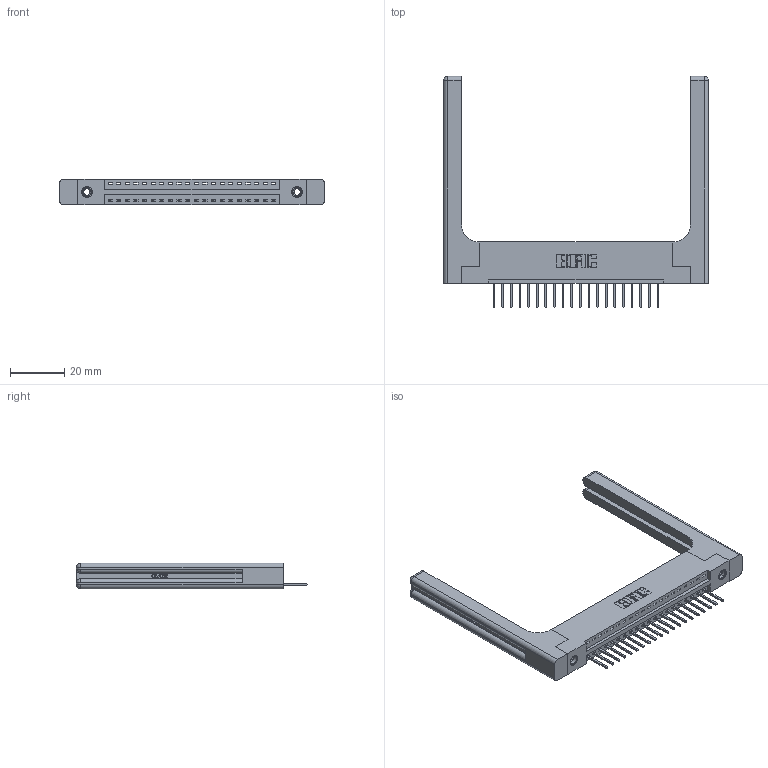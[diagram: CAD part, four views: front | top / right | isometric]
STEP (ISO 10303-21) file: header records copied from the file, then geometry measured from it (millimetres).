
FILE_DESCRIPTION (( 'STEP AP203' ), '1' );
FILE_NAME ('396-020-526-158.STEP', '2019-10-26T21:31:33', ( '' ), ( '' ), 'SwSTEP 2.0', 'SolidWorks 2016', '' );
FILE_SCHEMA (( 'CONFIG_CONTROL_DESIGN' ));
Length unit declared in the file: inch
Products named in the file (5): 346-220-058_345-220-058; 396-020-526-158; 345-250-001_345-250-001-102; 345-292-001_345-293-126; 346 Part_Flush Mounting Lugs - 0.156 Dia-TH
Assembly tree (25 placements, depth 2):
  396-020-526-158
    346 Part_Flush Mounting Lugs - 0.156 Dia-TH
    345-292-001_345-293-126  x20
    345-250-001_345-250-001-102  x2
    346-220-058_345-220-058  x2
Bounding box: 97.56 x 85.09 x 9.4 mm (x, y, z)
Volume: 16689.7 mm3; surface area: 16375.6 mm2
Topology: 25 solids, 25 shells, 1538 faces, 4515 edges, 2962 vertices
Faces by surface type: plane 1024, cylinder 454, bspline 36, cone 12, sphere 8, torus 4
Entity records: 20574 total; most frequent: CARTESIAN_POINT 4513, ORIENTED_EDGE 3264, DIRECTION 2940, EDGE_CURVE 1632, VECTOR 1328, LINE 1328, VERTEX_POINT 1078, AXIS2_PLACEMENT_3D 806
